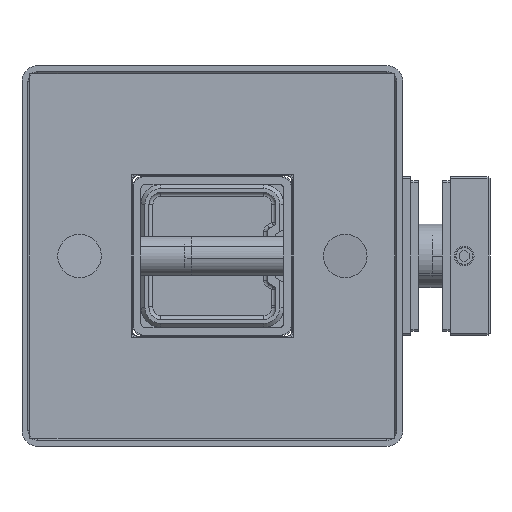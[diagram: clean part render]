
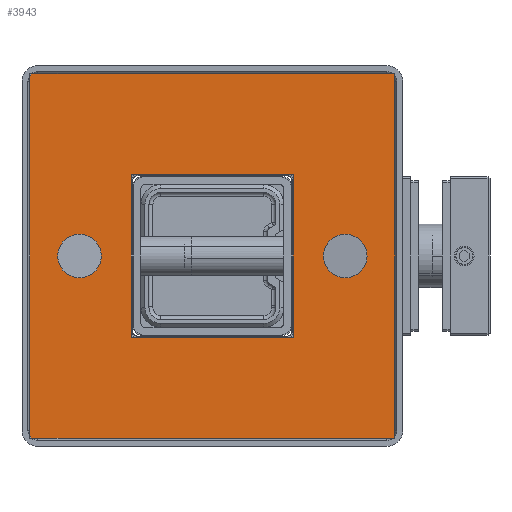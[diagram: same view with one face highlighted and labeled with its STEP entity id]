
A CAD part, front view. The second image highlights one B-rep face of the part: STEP entity #3943.
In plain terms, the highlighted planar face has unit normal (0, -1, 0).
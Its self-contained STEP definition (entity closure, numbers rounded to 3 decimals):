
#16 = CARTESIAN_POINT ( 'NONE',  ( 20.45, 0., 20.45 ) ) ;
#70 = CIRCLE ( 'NONE', #5575, 5.5 ) ;
#73 = DIRECTION ( 'NONE',  ( 1., 0., 0. ) ) ;
#246 = CIRCLE ( 'NONE', #5058, 5.5 ) ;
#435 = VECTOR ( 'NONE', #10004, 1000. ) ;
#506 = CARTESIAN_POINT ( 'NONE',  ( -33.5, 0., 5.5 ) ) ;
#529 = CARTESIAN_POINT ( 'NONE',  ( -46., 0., -46. ) ) ;
#1282 = ORIENTED_EDGE ( 'NONE', *, *, #5328, .T. ) ;
#1374 = DIRECTION ( 'NONE',  ( 0., 0., 1. ) ) ;
#1403 = CARTESIAN_POINT ( 'NONE',  ( -46., 0., -46. ) ) ;
#1475 = EDGE_CURVE ( 'NONE', #9205, #5440, #3882, .T. ) ;
#1490 = ORIENTED_EDGE ( 'NONE', *, *, #2362, .T. ) ;
#1515 = VECTOR ( 'NONE', #3115, 1000. ) ;
#1557 = ORIENTED_EDGE ( 'NONE', *, *, #9418, .F. ) ;
#1703 = DIRECTION ( 'NONE',  ( 0., -1., 0. ) ) ;
#2001 = LINE ( 'NONE', #2062, #8770 ) ;
#2018 = CARTESIAN_POINT ( 'NONE',  ( 46., 0., -46. ) ) ;
#2035 = DIRECTION ( 'NONE',  ( 0., 0., 1. ) ) ;
#2062 = CARTESIAN_POINT ( 'NONE',  ( -20.45, 0., -20.45 ) ) ;
#2127 = CARTESIAN_POINT ( 'NONE',  ( -46., 0., 46. ) ) ;
#2279 = EDGE_LOOP ( 'NONE', ( #8334, #4982, #10090, #3474 ) ) ;
#2322 = AXIS2_PLACEMENT_3D ( 'NONE', #6597, #4785, #4938 ) ;
#2343 = LINE ( 'NONE', #1403, #1515 ) ;
#2362 = EDGE_CURVE ( 'NONE', #7868, #3285, #246, .T. ) ;
#2424 = PLANE ( 'NONE',  #9668 ) ;
#2496 = EDGE_CURVE ( 'NONE', #2820, #8730, #70, .T. ) ;
#2537 = CARTESIAN_POINT ( 'NONE',  ( -33.5, 0., -5.5 ) ) ;
#2715 = CIRCLE ( 'NONE', #10865, 5.5 ) ;
#2820 = VERTEX_POINT ( 'NONE', #10686 ) ;
#2887 = CARTESIAN_POINT ( 'NONE',  ( -20.45, 0., 20.45 ) ) ;
#3102 = VECTOR ( 'NONE', #9035, 1000. ) ;
#3115 = DIRECTION ( 'NONE',  ( -1., 0., 0. ) ) ;
#3176 = CARTESIAN_POINT ( 'NONE',  ( 33.5, 0., -5.5 ) ) ;
#3210 = EDGE_LOOP ( 'NONE', ( #4218, #5882 ) ) ;
#3235 = EDGE_CURVE ( 'NONE', #4653, #10135, #2343, .T. ) ;
#3240 = LINE ( 'NONE', #6611, #435 ) ;
#3248 = FACE_OUTER_BOUND ( 'NONE', #10614, .T. ) ;
#3285 = VERTEX_POINT ( 'NONE', #506 ) ;
#3399 = DIRECTION ( 'NONE',  ( 0., 0., -1. ) ) ;
#3474 = ORIENTED_EDGE ( 'NONE', *, *, #4725, .T. ) ;
#3486 = DIRECTION ( 'NONE',  ( 0., 1., 0. ) ) ;
#3524 = CARTESIAN_POINT ( 'NONE',  ( 46., 0., 46. ) ) ;
#3599 = EDGE_CURVE ( 'NONE', #5326, #4107, #2001, .T. ) ;
#3725 = LINE ( 'NONE', #2887, #8663 ) ;
#3882 = LINE ( 'NONE', #7365, #3102 ) ;
#3914 = EDGE_CURVE ( 'NONE', #10895, #4878, #6672, .T. ) ;
#3943 = ADVANCED_FACE ( 'NONE', ( #10124, #3248, #9226, #6621 ), #2424, .T. ) ;
#4107 = VERTEX_POINT ( 'NONE', #6288 ) ;
#4218 = ORIENTED_EDGE ( 'NONE', *, *, #8162, .T. ) ;
#4229 = LINE ( 'NONE', #16, #7955 ) ;
#4400 = CARTESIAN_POINT ( 'NONE',  ( -33.5, 0., 0. ) ) ;
#4642 = LINE ( 'NONE', #3524, #4783 ) ;
#4653 = VERTEX_POINT ( 'NONE', #2018 ) ;
#4714 = CARTESIAN_POINT ( 'NONE',  ( -20.45, 0., 20.45 ) ) ;
#4718 = VECTOR ( 'NONE', #73, 1000. ) ;
#4725 = EDGE_CURVE ( 'NONE', #4107, #10895, #3725, .T. ) ;
#4783 = VECTOR ( 'NONE', #6903, 1000. ) ;
#4785 = DIRECTION ( 'NONE',  ( 0., 1., 0. ) ) ;
#4833 = CARTESIAN_POINT ( 'NONE',  ( 20.45, 0., -20.45 ) ) ;
#4859 = EDGE_CURVE ( 'NONE', #5440, #4653, #4642, .T. ) ;
#4878 = VERTEX_POINT ( 'NONE', #10300 ) ;
#4938 = DIRECTION ( 'NONE',  ( 0., 0., 1. ) ) ;
#4982 = ORIENTED_EDGE ( 'NONE', *, *, #5042, .T. ) ;
#5042 = EDGE_CURVE ( 'NONE', #4878, #5326, #4229, .T. ) ;
#5056 = ORIENTED_EDGE ( 'NONE', *, *, #4859, .F. ) ;
#5058 = AXIS2_PLACEMENT_3D ( 'NONE', #4400, #10570, #2035 ) ;
#5261 = DIRECTION ( 'NONE',  ( 0., 0., 1. ) ) ;
#5321 = CARTESIAN_POINT ( 'NONE',  ( 33.5, 0., 0. ) ) ;
#5326 = VERTEX_POINT ( 'NONE', #4833 ) ;
#5328 = EDGE_CURVE ( 'NONE', #3285, #7868, #10642, .T. ) ;
#5440 = VERTEX_POINT ( 'NONE', #8430 ) ;
#5483 = EDGE_LOOP ( 'NONE', ( #1490, #1282 ) ) ;
#5575 = AXIS2_PLACEMENT_3D ( 'NONE', #5321, #3486, #5261 ) ;
#5736 = DIRECTION ( 'NONE',  ( 0., 1., 0. ) ) ;
#5793 = CARTESIAN_POINT ( 'NONE',  ( 0., 0., 0. ) ) ;
#5798 = ORIENTED_EDGE ( 'NONE', *, *, #3235, .F. ) ;
#5882 = ORIENTED_EDGE ( 'NONE', *, *, #2496, .T. ) ;
#6288 = CARTESIAN_POINT ( 'NONE',  ( -20.45, 0., -20.45 ) ) ;
#6597 = CARTESIAN_POINT ( 'NONE',  ( -33.5, 0., 0. ) ) ;
#6611 = CARTESIAN_POINT ( 'NONE',  ( -46., 0., 46. ) ) ;
#6621 = FACE_BOUND ( 'NONE', #3210, .T. ) ;
#6672 = LINE ( 'NONE', #9275, #4718 ) ;
#6903 = DIRECTION ( 'NONE',  ( 0., 0., -1. ) ) ;
#7107 = DIRECTION ( 'NONE',  ( 0., 0., 1. ) ) ;
#7365 = CARTESIAN_POINT ( 'NONE',  ( -46., 0., 46. ) ) ;
#7842 = ORIENTED_EDGE ( 'NONE', *, *, #1475, .F. ) ;
#7868 = VERTEX_POINT ( 'NONE', #2537 ) ;
#7955 = VECTOR ( 'NONE', #3399, 1000. ) ;
#8162 = EDGE_CURVE ( 'NONE', #8730, #2820, #2715, .T. ) ;
#8334 = ORIENTED_EDGE ( 'NONE', *, *, #3914, .T. ) ;
#8430 = CARTESIAN_POINT ( 'NONE',  ( 46., 0., 46. ) ) ;
#8636 = DIRECTION ( 'NONE',  ( -1., 0., 0. ) ) ;
#8663 = VECTOR ( 'NONE', #7107, 1000. ) ;
#8730 = VERTEX_POINT ( 'NONE', #3176 ) ;
#8770 = VECTOR ( 'NONE', #8636, 1000. ) ;
#9035 = DIRECTION ( 'NONE',  ( 1., 0., 0. ) ) ;
#9205 = VERTEX_POINT ( 'NONE', #2127 ) ;
#9226 = FACE_BOUND ( 'NONE', #2279, .T. ) ;
#9275 = CARTESIAN_POINT ( 'NONE',  ( -20.45, 0., 20.45 ) ) ;
#9418 = EDGE_CURVE ( 'NONE', #10135, #9205, #3240, .T. ) ;
#9668 = AXIS2_PLACEMENT_3D ( 'NONE', #5793, #1703, #10174 ) ;
#9792 = CARTESIAN_POINT ( 'NONE',  ( 33.5, 0., 0. ) ) ;
#10004 = DIRECTION ( 'NONE',  ( 0., 0., 1. ) ) ;
#10090 = ORIENTED_EDGE ( 'NONE', *, *, #3599, .T. ) ;
#10124 = FACE_BOUND ( 'NONE', #5483, .T. ) ;
#10135 = VERTEX_POINT ( 'NONE', #529 ) ;
#10174 = DIRECTION ( 'NONE',  ( 0., 0., -1. ) ) ;
#10300 = CARTESIAN_POINT ( 'NONE',  ( 20.45, 0., 20.45 ) ) ;
#10570 = DIRECTION ( 'NONE',  ( 0., 1., 0. ) ) ;
#10614 = EDGE_LOOP ( 'NONE', ( #5056, #7842, #1557, #5798 ) ) ;
#10642 = CIRCLE ( 'NONE', #2322, 5.5 ) ;
#10686 = CARTESIAN_POINT ( 'NONE',  ( 33.5, 0., 5.5 ) ) ;
#10865 = AXIS2_PLACEMENT_3D ( 'NONE', #9792, #5736, #1374 ) ;
#10895 = VERTEX_POINT ( 'NONE', #4714 ) ;
